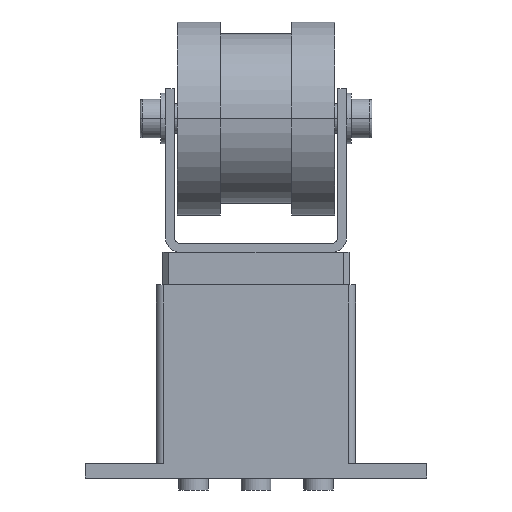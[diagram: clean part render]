
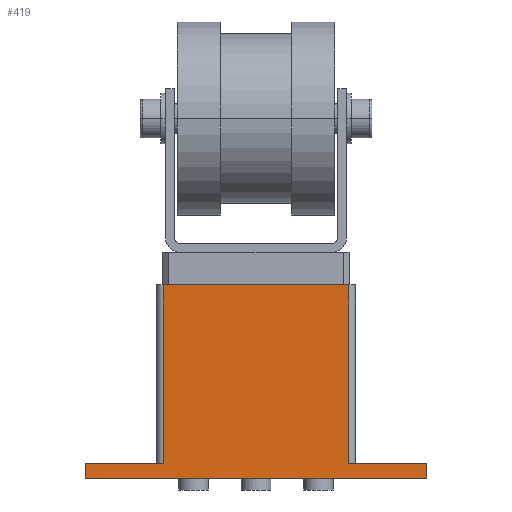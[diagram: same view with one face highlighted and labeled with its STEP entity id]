
A CAD part, left-side view. The second image highlights one B-rep face of the part: STEP entity #419.
In plain terms, the highlighted planar face has unit normal (-1, 0, 0).
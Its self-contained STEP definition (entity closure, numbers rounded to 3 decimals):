
#419=ADVANCED_FACE('',(#996),#997,.T.);
#996=FACE_OUTER_BOUND('',#1756,.T.);
#997=PLANE('',#1757);
#1756=EDGE_LOOP('',(#2839,#2840,#2841,#2842,#2843,#2844,#2845,#2846));
#1757=AXIS2_PLACEMENT_3D('',#2847,#2848,#2849);
#2839=ORIENTED_EDGE('',*,*,#4425,.T.);
#2840=ORIENTED_EDGE('',*,*,#4408,.T.);
#2841=ORIENTED_EDGE('',*,*,#4417,.T.);
#2842=ORIENTED_EDGE('',*,*,#4405,.F.);
#2843=ORIENTED_EDGE('',*,*,#4432,.T.);
#2844=ORIENTED_EDGE('',*,*,#4440,.F.);
#2845=ORIENTED_EDGE('',*,*,#4442,.T.);
#2846=ORIENTED_EDGE('',*,*,#4443,.T.);
#2847=CARTESIAN_POINT('',(-17.5,0.0,0.0));
#2848=DIRECTION('',(-1.0,0.0,0.0));
#2849=DIRECTION('',(0.0,-1.0,0.0));
#4405=EDGE_CURVE('',#5254,#5252,#5256,.T.);
#4408=EDGE_CURVE('',#5260,#5258,#5261,.T.);
#4417=EDGE_CURVE('',#5258,#5252,#5273,.T.);
#4425=EDGE_CURVE('',#5282,#5260,#5283,.T.);
#4432=EDGE_CURVE('',#5254,#5291,#5293,.T.);
#4440=EDGE_CURVE('',#5301,#5291,#5303,.T.);
#4442=EDGE_CURVE('',#5301,#5305,#5306,.T.);
#4443=EDGE_CURVE('',#5305,#5282,#5307,.T.);
#5252=VERTEX_POINT('',#6387);
#5254=VERTEX_POINT('',#6389);
#5256=LINE('',#6391,#6392);
#5258=VERTEX_POINT('',#6394);
#5260=VERTEX_POINT('',#6396);
#5261=LINE('',#6397,#6398);
#5273=LINE('',#6412,#6413);
#5282=VERTEX_POINT('',#6423);
#5283=LINE('',#6424,#6425);
#5291=VERTEX_POINT('',#6436);
#5293=LINE('',#6439,#6440);
#5301=VERTEX_POINT('',#6449);
#5303=LINE('',#6452,#6453);
#5305=VERTEX_POINT('',#6455);
#5306=LINE('',#6456,#6457);
#5307=LINE('',#6458,#6459);
#6387=CARTESIAN_POINT('',(-17.5,31.2,65.0));
#6389=CARTESIAN_POINT('',(-17.5,31.2,5.0));
#6391=CARTESIAN_POINT('',(-17.5,31.2,5.0));
#6392=VECTOR('',#7711,1.0);
#6394=CARTESIAN_POINT('',(-17.5,-31.2,65.0));
#6396=CARTESIAN_POINT('',(-17.5,-31.2,5.0));
#6397=CARTESIAN_POINT('',(-17.5,-31.2,5.0));
#6398=VECTOR('',#7715,1.0);
#6412=CARTESIAN_POINT('',(-17.5,31.2,65.0));
#6413=VECTOR('',#7730,1.0);
#6423=CARTESIAN_POINT('',(-17.5,-57.5,5.0));
#6424=CARTESIAN_POINT('',(-17.5,57.5,5.0));
#6425=VECTOR('',#7741,1.0);
#6436=CARTESIAN_POINT('',(-17.5,57.5,5.0));
#6439=CARTESIAN_POINT('',(-17.5,57.5,5.0));
#6440=VECTOR('',#7749,1.0);
#6449=CARTESIAN_POINT('',(-17.5,57.5,0.0));
#6452=CARTESIAN_POINT('',(-17.5,57.5,0.0));
#6453=VECTOR('',#7758,1.0);
#6455=CARTESIAN_POINT('',(-17.5,-57.5,0.0));
#6456=CARTESIAN_POINT('',(-17.5,57.5,0.0));
#6457=VECTOR('',#7759,1.0);
#6458=CARTESIAN_POINT('',(-17.5,-57.5,0.0));
#6459=VECTOR('',#7760,1.0);
#7711=DIRECTION('',(0.0,0.0,1.0));
#7715=DIRECTION('',(0.0,0.0,1.0));
#7730=DIRECTION('',(0.0,1.0,0.0));
#7741=DIRECTION('',(0.0,1.0,0.0));
#7749=DIRECTION('',(0.0,1.0,0.0));
#7758=DIRECTION('',(0.0,0.0,1.0));
#7759=DIRECTION('',(0.0,-1.0,0.0));
#7760=DIRECTION('',(0.0,0.0,1.0));
